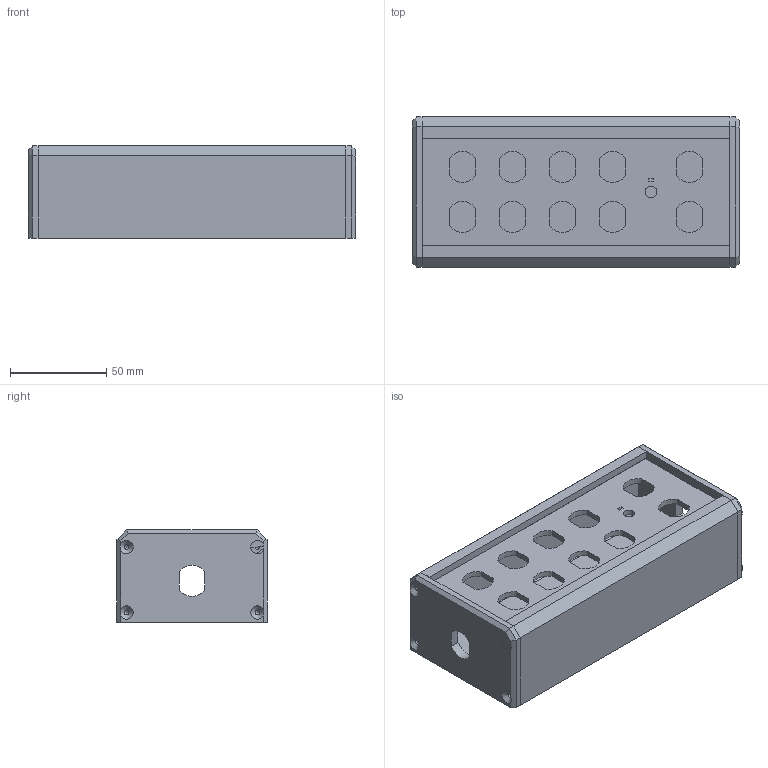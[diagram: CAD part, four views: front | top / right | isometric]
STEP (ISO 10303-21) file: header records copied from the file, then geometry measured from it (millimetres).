
FILE_DESCRIPTION(/* description */ (''),/* implementation_level */ '2;1');
FILE_NAME(/* name */ 'canhub.step',/* time_stamp */ '2024-06-09T18:46:03+02:00',/* author */ (''),/* organization */ (''),/* preprocessor_version */ 'ST-DEVELOPER v20',/* originating_system */ 'Autodesk Translation Framework v13.14.0.145',/* authorisation */ '');
FILE_SCHEMA (('AUTOMOTIVE_DESIGN { 1 0 10303 214 3 1 1 }'));
Length unit declared in the file: millimetre
Products named in the file (1): can_hub
Bounding box: 170 x 78 x 48 mm (x, y, z)
Volume: 208248.2 mm3; surface area: 92415.9 mm2
Topology: 4 solids, 4 shells, 139 faces, 393 edges, 254 vertices
Faces by surface type: plane 82, cylinder 41, cone 16
Full cylindrical faces by diameter (mm): 2.5 x16, 6.1 x1
Entity records: 4549 total; most frequent: CARTESIAN_POINT 803, ORIENTED_EDGE 770, DIRECTION 747, EDGE_CURVE 385, LINE 279, VECTOR 279, VERTEX_POINT 254, AXIS2_PLACEMENT_3D 234
